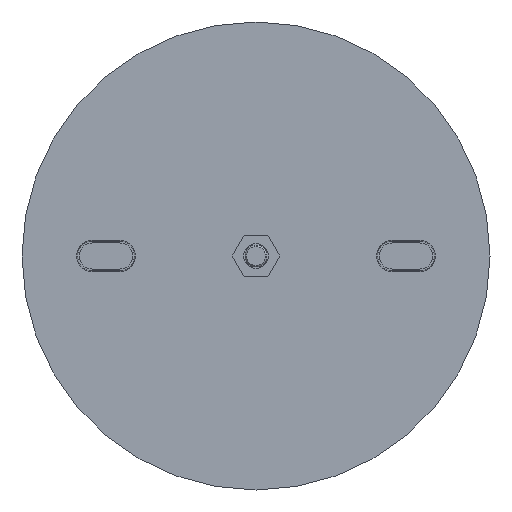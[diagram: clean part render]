
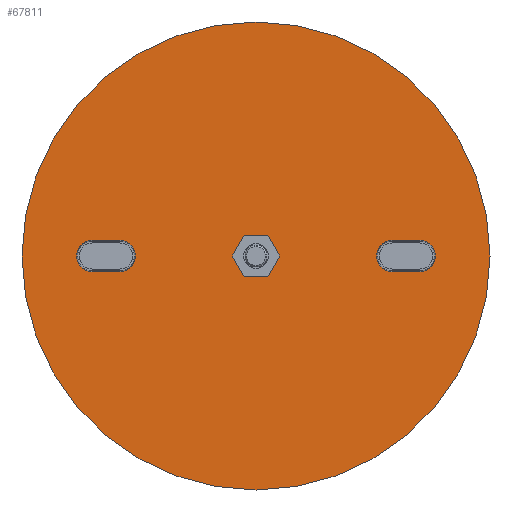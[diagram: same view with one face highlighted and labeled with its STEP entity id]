
A CAD part, front view. The second image highlights one B-rep face of the part: STEP entity #67811.
In plain terms, the highlighted planar face has unit normal (0, -1, 0).
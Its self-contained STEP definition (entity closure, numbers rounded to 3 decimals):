
#66412=CARTESIAN_POINT('',(0.,3.5,0.));
#66413=DIRECTION('',(0.,-1.,0.));
#66414=DIRECTION('',(0.,0.,1.));
#66415=AXIS2_PLACEMENT_3D('',#66412,#66413,#66414);
#66420=CARTESIAN_POINT('',(0.,3.5,0.));
#66421=DIRECTION('',(0.,-1.,0.));
#66422=DIRECTION('',(0.,0.,-1.));
#66423=AXIS2_PLACEMENT_3D('',#66420,#66421,#66422);
#66428=DIRECTION('',(-1.,0.,0.));
#66429=VECTOR('',#66428,5.);
#66430=CARTESIAN_POINT('',(-25.,3.5,-2.91));
#66431=LINE('',#66430,#66429);
#66435=CARTESIAN_POINT('',(-25.,3.5,0.));
#66436=DIRECTION('',(0.,1.,0.));
#66437=DIRECTION('',(0.,0.,1.));
#66438=AXIS2_PLACEMENT_3D('',#66435,#66436,#66437);
#66443=DIRECTION('',(1.,0.,0.));
#66444=VECTOR('',#66443,5.);
#66445=CARTESIAN_POINT('',(-30.,3.5,2.91));
#66446=LINE('',#66445,#66444);
#66450=CARTESIAN_POINT('',(-30.,3.5,0.));
#66451=DIRECTION('',(0.,1.,0.));
#66452=DIRECTION('',(0.,0.,-1.));
#66453=AXIS2_PLACEMENT_3D('',#66450,#66451,#66452);
#66458=DIRECTION('',(1.,0.,0.));
#66459=VECTOR('',#66458,5.);
#66460=CARTESIAN_POINT('',(25.,3.5,2.91));
#66461=LINE('',#66460,#66459);
#66465=CARTESIAN_POINT('',(25.,3.5,0.));
#66466=DIRECTION('',(0.,1.,0.));
#66467=DIRECTION('',(0.,0.,-1.));
#66468=AXIS2_PLACEMENT_3D('',#66465,#66466,#66467);
#66473=DIRECTION('',(-1.,0.,0.));
#66474=VECTOR('',#66473,5.);
#66475=CARTESIAN_POINT('',(30.,3.5,-2.91));
#66476=LINE('',#66475,#66474);
#66480=CARTESIAN_POINT('',(30.,3.5,0.));
#66481=DIRECTION('',(0.,1.,0.));
#66482=DIRECTION('',(0.,0.,1.));
#66483=AXIS2_PLACEMENT_3D('',#66480,#66481,#66482);
#66488=DIRECTION('',(-1.,0.,0.));
#66489=VECTOR('',#66488,4.359);
#66490=CARTESIAN_POINT('',(2.179,3.5,3.775));
#66491=LINE('',#66490,#66489);
#66495=DIRECTION('',(-0.5,0.,-0.866));
#66496=VECTOR('',#66495,4.359);
#66497=CARTESIAN_POINT('',(-2.179,3.5,3.775));
#66498=LINE('',#66497,#66496);
#66502=DIRECTION('',(0.5,0.,-0.866));
#66503=VECTOR('',#66502,4.359);
#66504=CARTESIAN_POINT('',(-4.359,3.5,0.));
#66505=LINE('',#66504,#66503);
#66509=DIRECTION('',(1.,0.,0.));
#66510=VECTOR('',#66509,4.359);
#66511=CARTESIAN_POINT('',(-2.179,3.5,-3.775));
#66512=LINE('',#66511,#66510);
#66516=DIRECTION('',(0.5,0.,0.866));
#66517=VECTOR('',#66516,4.359);
#66518=CARTESIAN_POINT('',(2.179,3.5,-3.775));
#66519=LINE('',#66518,#66517);
#66523=DIRECTION('',(-0.5,0.,0.866));
#66524=VECTOR('',#66523,4.359);
#66525=CARTESIAN_POINT('',(4.359,3.5,0.));
#66526=LINE('',#66525,#66524);
#67211=CARTESIAN_POINT('',(-30.,3.5,2.91));
#67213=VERTEX_POINT('',#67211);
#67216=CARTESIAN_POINT('',(-25.,3.5,-2.91));
#67217=CARTESIAN_POINT('',(-30.,3.5,-2.91));
#67218=VERTEX_POINT('',#67216);
#67219=VERTEX_POINT('',#67217);
#67226=CARTESIAN_POINT('',(-25.,3.5,2.91));
#67227=VERTEX_POINT('',#67226);
#67268=CARTESIAN_POINT('',(30.,3.5,-2.91));
#67269=CARTESIAN_POINT('',(25.,3.5,-2.91));
#67270=VERTEX_POINT('',#67268);
#67271=VERTEX_POINT('',#67269);
#67289=CARTESIAN_POINT('',(25.,3.5,2.91));
#67291=VERTEX_POINT('',#67289);
#67312=CARTESIAN_POINT('',(0.,3.5,42.902));
#67313=CARTESIAN_POINT('',(0.,3.5,-42.902));
#67314=VERTEX_POINT('',#67312);
#67315=VERTEX_POINT('',#67313);
#67344=CARTESIAN_POINT('',(30.,3.5,2.91));
#67345=VERTEX_POINT('',#67344);
#67404=CARTESIAN_POINT('',(2.179,3.5,-3.775));
#67405=CARTESIAN_POINT('',(4.359,3.5,0.));
#67406=VERTEX_POINT('',#67404);
#67407=VERTEX_POINT('',#67405);
#67408=CARTESIAN_POINT('',(-4.359,3.5,0.));
#67409=CARTESIAN_POINT('',(-2.179,3.5,-3.775));
#67410=VERTEX_POINT('',#67408);
#67411=VERTEX_POINT('',#67409);
#67412=CARTESIAN_POINT('',(-2.179,3.5,3.775));
#67413=VERTEX_POINT('',#67412);
#67414=CARTESIAN_POINT('',(2.179,3.5,3.775));
#67415=VERTEX_POINT('',#67414);
#67770=CARTESIAN_POINT('',(0.,3.5,0.));
#67771=DIRECTION('',(0.,-1.,0.));
#67772=DIRECTION('',(0.,0.,-1.));
#67773=AXIS2_PLACEMENT_3D('',#67770,#67771,#67772);
#67774=PLANE('',#67773);
#67776=ORIENTED_EDGE('',*,*,#67775,.F.);
#67778=ORIENTED_EDGE('',*,*,#67777,.F.);
#67779=EDGE_LOOP('',(#67776,#67778));
#67780=FACE_OUTER_BOUND('',#67779,.F.);
#67781=ORIENTED_EDGE('',*,*,#67722,.F.);
#67782=ORIENTED_EDGE('',*,*,#67737,.F.);
#67783=ORIENTED_EDGE('',*,*,#67751,.F.);
#67784=ORIENTED_EDGE('',*,*,#67764,.F.);
#67785=EDGE_LOOP('',(#67781,#67782,#67783,#67784));
#67786=FACE_BOUND('',#67785,.F.);
#67788=ORIENTED_EDGE('',*,*,#67787,.F.);
#67790=ORIENTED_EDGE('',*,*,#67789,.F.);
#67792=ORIENTED_EDGE('',*,*,#67791,.F.);
#67794=ORIENTED_EDGE('',*,*,#67793,.F.);
#67795=EDGE_LOOP('',(#67788,#67790,#67792,#67794));
#67796=FACE_BOUND('',#67795,.F.);
#67798=ORIENTED_EDGE('',*,*,#67797,.T.);
#67800=ORIENTED_EDGE('',*,*,#67799,.T.);
#67802=ORIENTED_EDGE('',*,*,#67801,.T.);
#67804=ORIENTED_EDGE('',*,*,#67803,.T.);
#67806=ORIENTED_EDGE('',*,*,#67805,.T.);
#67808=ORIENTED_EDGE('',*,*,#67807,.T.);
#67809=EDGE_LOOP('',(#67798,#67800,#67802,#67804,#67806,#67808));
#67810=FACE_BOUND('',#67809,.F.);
#67811=ADVANCED_FACE('',(#67780,#67786,#67796,#67810),#67774,.T.);
#66416=CIRCLE('',#66415,42.902);
#66424=CIRCLE('',#66423,42.902);
#66439=CIRCLE('',#66438,2.91);
#66454=CIRCLE('',#66453,2.91);
#66469=CIRCLE('',#66468,2.91);
#66484=CIRCLE('',#66483,2.91);
#67722=EDGE_CURVE('',#67218,#67219,#66431,.T.);
#67737=EDGE_CURVE('',#67227,#67218,#66439,.T.);
#67751=EDGE_CURVE('',#67213,#67227,#66446,.T.);
#67764=EDGE_CURVE('',#67219,#67213,#66454,.T.);
#67775=EDGE_CURVE('',#67314,#67315,#66416,.T.);
#67777=EDGE_CURVE('',#67315,#67314,#66424,.T.);
#67787=EDGE_CURVE('',#67291,#67345,#66461,.T.);
#67789=EDGE_CURVE('',#67271,#67291,#66469,.T.);
#67791=EDGE_CURVE('',#67270,#67271,#66476,.T.);
#67793=EDGE_CURVE('',#67345,#67270,#66484,.T.);
#67797=EDGE_CURVE('',#67415,#67413,#66491,.T.);
#67799=EDGE_CURVE('',#67413,#67410,#66498,.T.);
#67801=EDGE_CURVE('',#67410,#67411,#66505,.T.);
#67803=EDGE_CURVE('',#67411,#67406,#66512,.T.);
#67805=EDGE_CURVE('',#67406,#67407,#66519,.T.);
#67807=EDGE_CURVE('',#67407,#67415,#66526,.T.);
